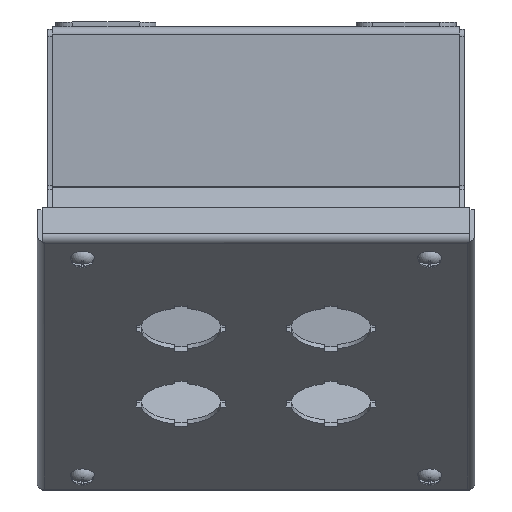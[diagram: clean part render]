
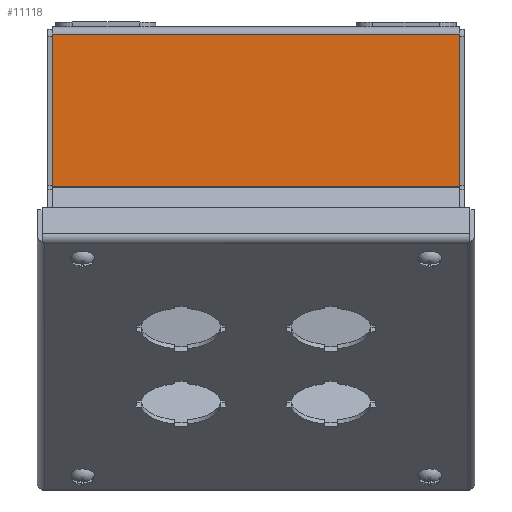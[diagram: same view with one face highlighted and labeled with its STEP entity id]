
A CAD part, top view. The second image highlights one B-rep face of the part: STEP entity #11118.
In plain terms, the highlighted planar face has unit normal (0, 0, 1).
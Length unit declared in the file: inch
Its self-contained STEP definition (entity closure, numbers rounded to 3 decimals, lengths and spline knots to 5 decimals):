
#177 = LINE ( 'NONE', #422, #15032 ) ;
#422 = CARTESIAN_POINT ( 'NONE',  ( -3.053, 2.48275, 3.38455 ) ) ;
#1665 = AXIS2_PLACEMENT_3D ( 'NONE', #6272, #21221, #6387 ) ;
#2094 = CARTESIAN_POINT ( 'NONE',  ( -3.053, 0.1944, 3.38455 ) ) ;
#2725 = ORIENTED_EDGE ( 'NONE', *, *, #14429, .F. ) ;
#3139 = LINE ( 'NONE', #14766, #20438 ) ;
#4182 = EDGE_LOOP ( 'NONE', ( #13206, #6014, #2725, #22954 ) ) ;
#5202 = CARTESIAN_POINT ( 'NONE',  ( 3.053, 2.48275, 3.38455 ) ) ;
#5777 = DIRECTION ( 'NONE',  ( -1., 0., 0. ) ) ;
#6014 = ORIENTED_EDGE ( 'NONE', *, *, #7794, .F. ) ;
#6272 = CARTESIAN_POINT ( 'NONE',  ( -3.053, 2.59075, 3.38455 ) ) ;
#6387 = DIRECTION ( 'NONE',  ( 0., 1., 0. ) ) ;
#7644 = DIRECTION ( 'NONE',  ( 1., 0., 0. ) ) ;
#7794 = EDGE_CURVE ( 'NONE', #14651, #24178, #13171, .T. ) ;
#8768 = VERTEX_POINT ( 'NONE', #16118 ) ;
#10531 = EDGE_CURVE ( 'NONE', #8768, #20764, #3139, .T. ) ;
#11118 = ADVANCED_FACE ( 'NONE', ( #15460 ), #17431, .F. ) ;
#11555 = VECTOR ( 'NONE', #5777, 39.37008 ) ;
#13171 = LINE ( 'NONE', #13650, #13736 ) ;
#13206 = ORIENTED_EDGE ( 'NONE', *, *, #20983, .F. ) ;
#13650 = CARTESIAN_POINT ( 'NONE',  ( -3.053, -3.72218, 3.38455 ) ) ;
#13736 = VECTOR ( 'NONE', #15719, 39.37008 ) ;
#14429 = EDGE_CURVE ( 'NONE', #8768, #14651, #20850, .T. ) ;
#14560 = CARTESIAN_POINT ( 'NONE',  ( -3.053, 0.1944, 3.38455 ) ) ;
#14651 = VERTEX_POINT ( 'NONE', #14560 ) ;
#14766 = CARTESIAN_POINT ( 'NONE',  ( 3.053, -0.97219, 3.38455 ) ) ;
#15032 = VECTOR ( 'NONE', #7644, 39.37008 ) ;
#15460 = FACE_OUTER_BOUND ( 'NONE', #4182, .T. ) ;
#15719 = DIRECTION ( 'NONE',  ( 0., 1., 0. ) ) ;
#16118 = CARTESIAN_POINT ( 'NONE',  ( 3.053, 0.1944, 3.38455 ) ) ;
#16543 = CARTESIAN_POINT ( 'NONE',  ( -3.053, 2.48275, 3.38455 ) ) ;
#17431 = PLANE ( 'NONE',  #1665 ) ;
#17973 = DIRECTION ( 'NONE',  ( 0., 1., 0. ) ) ;
#20438 = VECTOR ( 'NONE', #17973, 39.37008 ) ;
#20764 = VERTEX_POINT ( 'NONE', #5202 ) ;
#20850 = LINE ( 'NONE', #2094, #11555 ) ;
#20983 = EDGE_CURVE ( 'NONE', #24178, #20764, #177, .T. ) ;
#21221 = DIRECTION ( 'NONE',  ( 0., 0., -1. ) ) ;
#22954 = ORIENTED_EDGE ( 'NONE', *, *, #10531, .T. ) ;
#24178 = VERTEX_POINT ( 'NONE', #16543 ) ;
